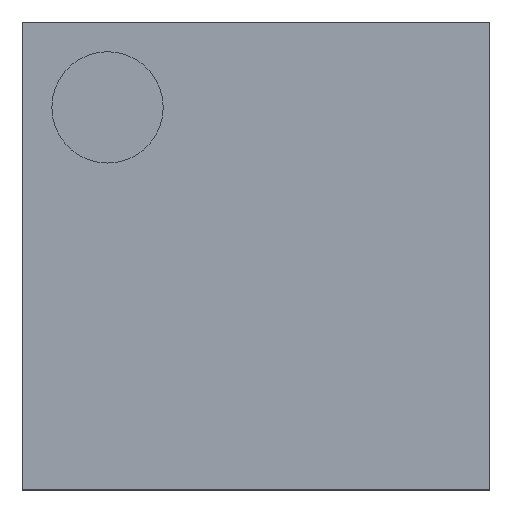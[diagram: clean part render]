
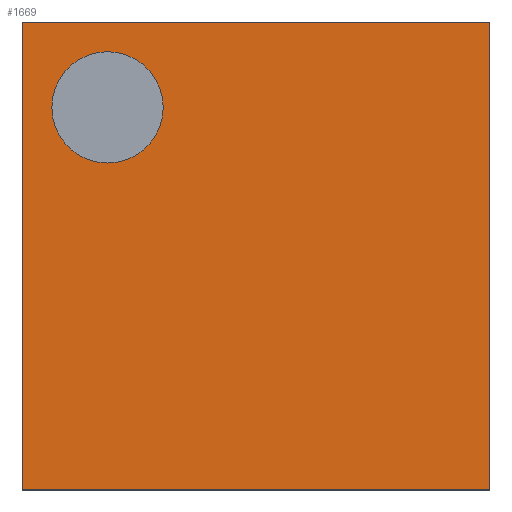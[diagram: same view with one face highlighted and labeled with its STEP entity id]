
A CAD part, top view. The second image highlights one B-rep face of the part: STEP entity #1669.
In plain terms, the highlighted planar face has unit normal (0, 0, 1).
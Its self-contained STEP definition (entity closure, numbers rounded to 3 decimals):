
#30 = EDGE_LOOP ( 'NONE', ( #1932, #145 ) ) ;
#106 = VERTEX_POINT ( 'NONE', #3556 ) ;
#119 = AXIS2_PLACEMENT_3D ( 'NONE', #3618, #3057, #332 ) ;
#145 = ORIENTED_EDGE ( 'NONE', *, *, #3227, .F. ) ;
#166 = AXIS2_PLACEMENT_3D ( 'NONE', #1337, #1623, #2548 ) ;
#219 = CARTESIAN_POINT ( 'NONE',  ( 1.575, 1.575, 0.991 ) ) ;
#251 = VECTOR ( 'NONE', #1308, 1000. ) ;
#332 = DIRECTION ( 'NONE',  ( 1., 0., 0. ) ) ;
#394 = ORIENTED_EDGE ( 'NONE', *, *, #2275, .T. ) ;
#445 = CARTESIAN_POINT ( 'NONE',  ( -1.575, -1.575, 0.991 ) ) ;
#459 = EDGE_CURVE ( 'NONE', #106, #3542, #2964, .T. ) ;
#460 = EDGE_LOOP ( 'NONE', ( #688, #394, #3095, #2990 ) ) ;
#488 = DIRECTION ( 'NONE',  ( 1., 0., 0. ) ) ;
#590 = CARTESIAN_POINT ( 'NONE',  ( -1.575, 1.575, 0.991 ) ) ;
#688 = ORIENTED_EDGE ( 'NONE', *, *, #723, .T. ) ;
#707 = FACE_BOUND ( 'NONE', #30, .T. ) ;
#723 = EDGE_CURVE ( 'NONE', #3542, #787, #816, .T. ) ;
#787 = VERTEX_POINT ( 'NONE', #3850 ) ;
#814 = CIRCLE ( 'NONE', #119, 0.375 ) ;
#816 = LINE ( 'NONE', #1395, #2457 ) ;
#1068 = VECTOR ( 'NONE', #3649, 1000. ) ;
#1109 = CARTESIAN_POINT ( 'NONE',  ( -1.375, 1., 0.991 ) ) ;
#1308 = DIRECTION ( 'NONE',  ( 0., 1., 0. ) ) ;
#1313 = VECTOR ( 'NONE', #2937, 1000. ) ;
#1337 = CARTESIAN_POINT ( 'NONE',  ( -1., 1., 0.991 ) ) ;
#1395 = CARTESIAN_POINT ( 'NONE',  ( -1.575, -1.575, 0.991 ) ) ;
#1623 = DIRECTION ( 'NONE',  ( 0., 0., 1. ) ) ;
#1650 = DIRECTION ( 'NONE',  ( 0., 0., 1. ) ) ;
#1669 = ADVANCED_FACE ( 'NONE', ( #707, #3769 ), #2178, .T. ) ;
#1674 = CIRCLE ( 'NONE', #166, 0.375 ) ;
#1800 = VERTEX_POINT ( 'NONE', #3577 ) ;
#1907 = DIRECTION ( 'NONE',  ( 1., 0., 0. ) ) ;
#1932 = ORIENTED_EDGE ( 'NONE', *, *, #2753, .F. ) ;
#2178 = PLANE ( 'NONE',  #3494 ) ;
#2275 = EDGE_CURVE ( 'NONE', #787, #2956, #3138, .T. ) ;
#2366 = VERTEX_POINT ( 'NONE', #1109 ) ;
#2457 = VECTOR ( 'NONE', #488, 1000. ) ;
#2548 = DIRECTION ( 'NONE',  ( 1., 0., 0. ) ) ;
#2675 = EDGE_CURVE ( 'NONE', #2956, #106, #3890, .T. ) ;
#2753 = EDGE_CURVE ( 'NONE', #1800, #2366, #814, .T. ) ;
#2937 = DIRECTION ( 'NONE',  ( -1., 0., 0. ) ) ;
#2956 = VERTEX_POINT ( 'NONE', #3632 ) ;
#2964 = LINE ( 'NONE', #590, #1068 ) ;
#2990 = ORIENTED_EDGE ( 'NONE', *, *, #459, .T. ) ;
#3057 = DIRECTION ( 'NONE',  ( 0., 0., 1. ) ) ;
#3095 = ORIENTED_EDGE ( 'NONE', *, *, #2675, .T. ) ;
#3138 = LINE ( 'NONE', #3795, #251 ) ;
#3172 = CARTESIAN_POINT ( 'NONE',  ( -1.575, -1.575, 0.991 ) ) ;
#3227 = EDGE_CURVE ( 'NONE', #2366, #1800, #1674, .T. ) ;
#3494 = AXIS2_PLACEMENT_3D ( 'NONE', #445, #1650, #1907 ) ;
#3542 = VERTEX_POINT ( 'NONE', #3172 ) ;
#3556 = CARTESIAN_POINT ( 'NONE',  ( -1.575, 1.575, 0.991 ) ) ;
#3577 = CARTESIAN_POINT ( 'NONE',  ( -0.625, 1., 0.991 ) ) ;
#3618 = CARTESIAN_POINT ( 'NONE',  ( -1., 1., 0.991 ) ) ;
#3632 = CARTESIAN_POINT ( 'NONE',  ( 1.575, 1.575, 0.991 ) ) ;
#3649 = DIRECTION ( 'NONE',  ( 0., -1., 0. ) ) ;
#3769 = FACE_OUTER_BOUND ( 'NONE', #460, .T. ) ;
#3795 = CARTESIAN_POINT ( 'NONE',  ( 1.575, -1.575, 0.991 ) ) ;
#3850 = CARTESIAN_POINT ( 'NONE',  ( 1.575, -1.575, 0.991 ) ) ;
#3890 = LINE ( 'NONE', #219, #1313 ) ;
